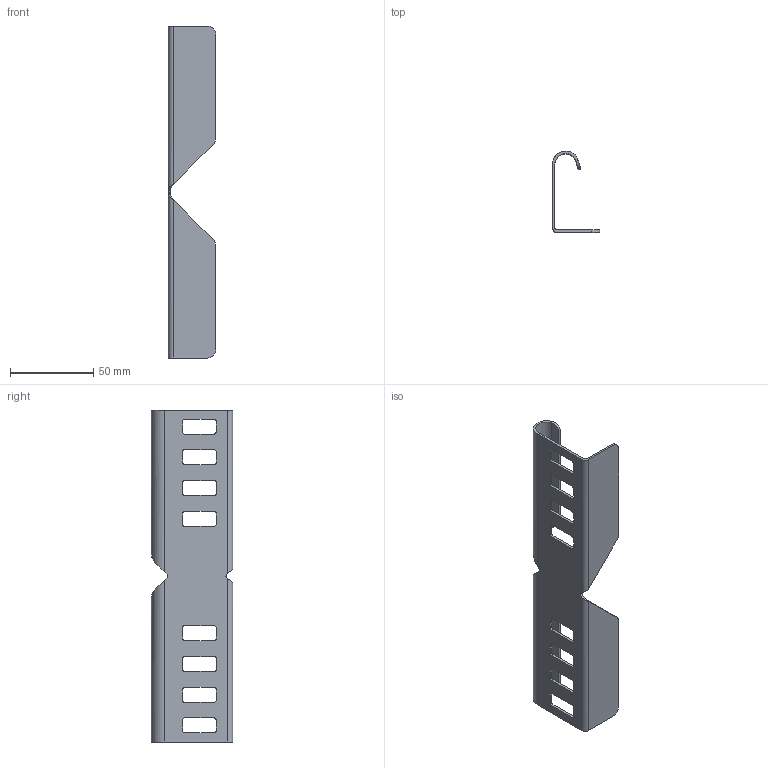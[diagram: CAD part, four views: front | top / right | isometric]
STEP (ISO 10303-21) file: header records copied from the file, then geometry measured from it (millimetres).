
FILE_DESCRIPTION((''),'2;1');
FILE_NAME('6200882','2013-07-22T',('AndreasKeweloh'),(''),'PRO/ENGINEER BY PARAMETRIC TECHNOLOGY CORPORATION, 2012360','PRO/ENGINEER BY PARAMETRIC TECHNOLOGY CORPORATION, 2012360','');
FILE_SCHEMA(('CONFIG_CONTROL_DESIGN'));
Length unit declared in the file: millimetre
Products named in the file (1): 6200882
Bounding box: 28.5 x 48.99 x 200 mm (x, y, z)
Volume: 23130.8 mm3; surface area: 32453.6 mm2
Topology: 1 solids, 1 shells, 111 faces, 311 edges, 202 vertices
Faces by surface type: plane 56, cylinder 51, bspline 4
Entity records: 3869 total; most frequent: CARTESIAN_POINT 888, ORIENTED_EDGE 622, DIRECTION 607, EDGE_CURVE 311, VECTOR 205, LINE 205, VERTEX_POINT 202, AXIS2_PLACEMENT_3D 201
